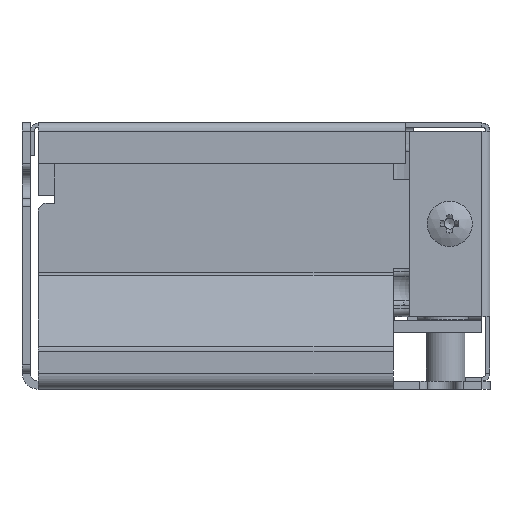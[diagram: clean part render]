
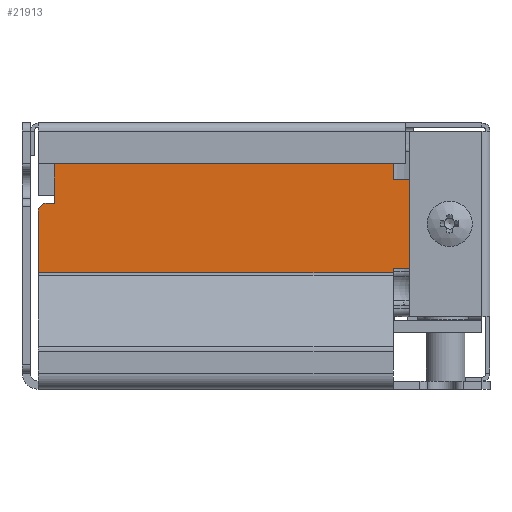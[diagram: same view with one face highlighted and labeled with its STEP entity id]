
A CAD part, left-side view. The second image highlights one B-rep face of the part: STEP entity #21913.
In plain terms, the highlighted planar face has unit normal (-1, 0, 0).
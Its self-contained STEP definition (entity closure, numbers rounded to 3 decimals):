
#1053=FACE_BOUND('',#3296,.T.);
#1422=PLANE('',#23379);
#2077=FACE_OUTER_BOUND('',#3295,.T.);
#3295=EDGE_LOOP('',(#15289,#15290,#15291,#15292,#15293,#15294,#15295,#15296,
#15297,#15298,#15299,#15300,#15301,#15302,#15303));
#3296=EDGE_LOOP('',(#15304));
#4831=LINE('',#31362,#6846);
#4843=LINE('',#31396,#6858);
#4847=LINE('',#31406,#6862);
#4850=LINE('',#31414,#6865);
#4853=LINE('',#31422,#6868);
#4885=LINE('',#31514,#6900);
#4887=LINE('',#31518,#6902);
#4901=LINE('',#31558,#6916);
#4908=LINE('',#31577,#6923);
#4909=LINE('',#31580,#6924);
#6846=VECTOR('',#25385,10.);
#6858=VECTOR('',#25413,10.);
#6862=VECTOR('',#25423,10.);
#6865=VECTOR('',#25432,10.);
#6868=VECTOR('',#25441,10.);
#6900=VECTOR('',#25531,10.);
#6902=VECTOR('',#25535,10.);
#6916=VECTOR('',#25581,10.);
#6923=VECTOR('',#25602,10.);
#6924=VECTOR('',#25607,1.44);
#8801=CIRCLE('',#23268,1.6);
#8817=CIRCLE('',#23306,1.);
#8822=CIRCLE('',#23314,1.);
#8823=CIRCLE('',#23317,1.);
#8824=CIRCLE('',#23320,1.);
#8825=CIRCLE('',#23323,1.);
#9628=VERTEX_POINT('',#31205);
#9681=VERTEX_POINT('',#31352);
#9682=VERTEX_POINT('',#31354);
#9684=VERTEX_POINT('',#31360);
#9697=VERTEX_POINT('',#31390);
#9698=VERTEX_POINT('',#31394);
#9699=VERTEX_POINT('',#31398);
#9700=VERTEX_POINT('',#31400);
#9701=VERTEX_POINT('',#31404);
#9702=VERTEX_POINT('',#31408);
#9703=VERTEX_POINT('',#31412);
#9704=VERTEX_POINT('',#31416);
#9705=VERTEX_POINT('',#31418);
#9736=VERTEX_POINT('',#31513);
#9737=VERTEX_POINT('',#31517);
#9752=VERTEX_POINT('',#31576);
#11736=EDGE_CURVE('',#9628,#9628,#8801,.T.);
#11809=EDGE_CURVE('',#9681,#9682,#8817,.T.);
#11813=EDGE_CURVE('',#9684,#9681,#4831,.T.);
#11827=EDGE_CURVE('',#9697,#9684,#8822,.T.);
#11830=EDGE_CURVE('',#9698,#9697,#4843,.T.);
#11832=EDGE_CURVE('',#9699,#9700,#8823,.T.);
#11835=EDGE_CURVE('',#9699,#9701,#4847,.T.);
#11836=EDGE_CURVE('',#9702,#9701,#8824,.T.);
#11839=EDGE_CURVE('',#9702,#9703,#4850,.T.);
#11841=EDGE_CURVE('',#9704,#9705,#8825,.T.);
#11843=EDGE_CURVE('',#9703,#9705,#4853,.T.);
#11888=EDGE_CURVE('',#9736,#9682,#4885,.T.);
#11890=EDGE_CURVE('',#9737,#9736,#4887,.T.);
#11911=EDGE_CURVE('',#9698,#9700,#4901,.T.);
#11920=EDGE_CURVE('',#9752,#9737,#4908,.T.);
#11922=EDGE_CURVE('',#9704,#9752,#4909,.T.);
#15289=ORIENTED_EDGE('',*,*,#11809,.F.);
#15290=ORIENTED_EDGE('',*,*,#11813,.F.);
#15291=ORIENTED_EDGE('',*,*,#11827,.F.);
#15292=ORIENTED_EDGE('',*,*,#11830,.F.);
#15293=ORIENTED_EDGE('',*,*,#11911,.T.);
#15294=ORIENTED_EDGE('',*,*,#11832,.F.);
#15295=ORIENTED_EDGE('',*,*,#11835,.T.);
#15296=ORIENTED_EDGE('',*,*,#11836,.F.);
#15297=ORIENTED_EDGE('',*,*,#11839,.T.);
#15298=ORIENTED_EDGE('',*,*,#11843,.T.);
#15299=ORIENTED_EDGE('',*,*,#11841,.F.);
#15300=ORIENTED_EDGE('',*,*,#11922,.T.);
#15301=ORIENTED_EDGE('',*,*,#11920,.T.);
#15302=ORIENTED_EDGE('',*,*,#11890,.T.);
#15303=ORIENTED_EDGE('',*,*,#11888,.T.);
#15304=ORIENTED_EDGE('',*,*,#11736,.T.);
#21913=ADVANCED_FACE('',(#2077,#1053),#1422,.F.);
#23268=AXIS2_PLACEMENT_3D('',#31206,#25245,#25246);
#23306=AXIS2_PLACEMENT_3D('',#31355,#25378,#25379);
#23314=AXIS2_PLACEMENT_3D('',#31391,#25407,#25408);
#23317=AXIS2_PLACEMENT_3D('',#31401,#25417,#25418);
#23320=AXIS2_PLACEMENT_3D('',#31409,#25426,#25427);
#23323=AXIS2_PLACEMENT_3D('',#31419,#25436,#25437);
#23379=AXIS2_PLACEMENT_3D('',#31579,#25605,#25606);
#25245=DIRECTION('center_axis',(1.,0.,0.));
#25246=DIRECTION('ref_axis',(0.,-1.,0.));
#25378=DIRECTION('center_axis',(1.,0.,0.));
#25379=DIRECTION('ref_axis',(0.,-0.707,-0.707));
#25385=DIRECTION('',(0.,0.,-1.));
#25407=DIRECTION('center_axis',(1.,0.,0.));
#25408=DIRECTION('ref_axis',(0.,-0.707,0.707));
#25413=DIRECTION('',(0.,-1.,0.));
#25417=DIRECTION('center_axis',(1.,0.,0.));
#25418=DIRECTION('ref_axis',(0.,-0.707,0.707));
#25423=DIRECTION('',(0.,1.,0.));
#25426=DIRECTION('center_axis',(1.,0.,0.));
#25427=DIRECTION('ref_axis',(0.,0.707,0.707));
#25432=DIRECTION('',(0.,0.,-1.));
#25436=DIRECTION('center_axis',(1.,0.,0.));
#25437=DIRECTION('ref_axis',(0.,0.707,0.707));
#25441=DIRECTION('',(0.,1.,0.));
#25531=DIRECTION('',(0.,-1.,0.));
#25535=DIRECTION('',(0.,0.,1.));
#25581=DIRECTION('',(0.,0.,1.));
#25602=DIRECTION('',(0.,-1.,0.));
#25605=DIRECTION('center_axis',(1.,0.,0.));
#25606=DIRECTION('ref_axis',(0.,0.,-1.));
#25607=DIRECTION('',(0.,0.,-1.));
#31205=CARTESIAN_POINT('',(3.36,6.6,20.5));
#31206=CARTESIAN_POINT('Origin',(3.36,5.,20.5));
#31352=CARTESIAN_POINT('',(3.36,1.,16.));
#31354=CARTESIAN_POINT('',(3.36,2.,15.));
#31355=CARTESIAN_POINT('Origin',(3.36,2.,16.));
#31360=CARTESIAN_POINT('',(3.36,1.,25.));
#31362=CARTESIAN_POINT('',(3.36,1.,15.));
#31390=CARTESIAN_POINT('',(3.36,2.,26.));
#31391=CARTESIAN_POINT('Origin',(3.36,2.,25.));
#31394=CARTESIAN_POINT('',(3.36,12.,26.));
#31396=CARTESIAN_POINT('',(3.36,12.,26.));
#31398=CARTESIAN_POINT('',(3.36,13.,32.055));
#31400=CARTESIAN_POINT('',(3.36,12.,31.055));
#31401=CARTESIAN_POINT('Origin',(3.36,13.,31.055));
#31404=CARTESIAN_POINT('',(3.36,53.,32.055));
#31406=CARTESIAN_POINT('',(3.36,0.,32.055));
#31408=CARTESIAN_POINT('',(3.36,54.,31.055));
#31409=CARTESIAN_POINT('Origin',(3.36,53.,31.055));
#31412=CARTESIAN_POINT('',(3.36,54.,23.055));
#31414=CARTESIAN_POINT('',(3.36,54.,27.517));
#31416=CARTESIAN_POINT('',(3.36,56.,22.055));
#31418=CARTESIAN_POINT('',(3.36,55.,23.055));
#31419=CARTESIAN_POINT('Origin',(3.36,55.,22.055));
#31422=CARTESIAN_POINT('',(3.36,41.,23.055));
#31513=CARTESIAN_POINT('',(3.36,12.,15.));
#31514=CARTESIAN_POINT('',(3.36,12.,15.));
#31517=CARTESIAN_POINT('',(3.36,12.,14.408));
#31518=CARTESIAN_POINT('',(3.36,12.,27.517));
#31558=CARTESIAN_POINT('',(3.36,12.,27.517));
#31576=CARTESIAN_POINT('',(3.36,56.,14.408));
#31577=CARTESIAN_POINT('',(3.36,28.,14.408));
#31579=CARTESIAN_POINT('Origin',(3.36,28.,22.98));
#31580=CARTESIAN_POINT('',(3.36,56.,9.884));
